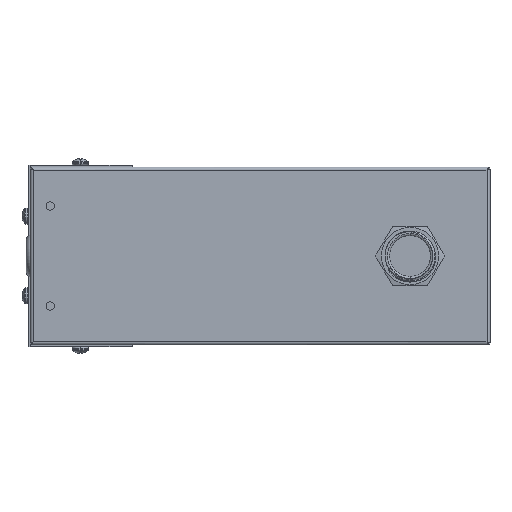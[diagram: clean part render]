
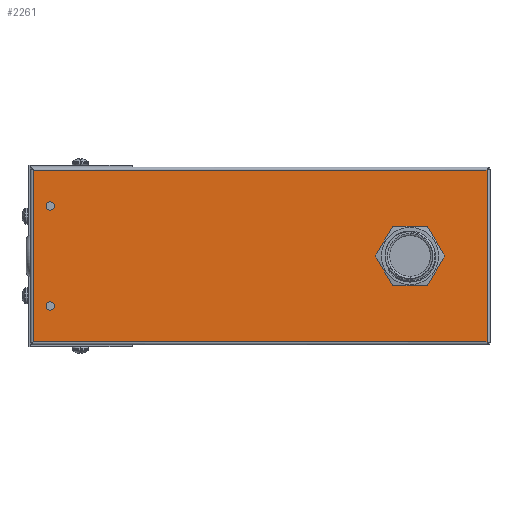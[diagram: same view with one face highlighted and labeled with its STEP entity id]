
A CAD part, front view. The second image highlights one B-rep face of the part: STEP entity #2261.
In plain terms, the highlighted planar face has unit normal (0, -1, 0).
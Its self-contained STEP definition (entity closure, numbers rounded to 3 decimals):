
#59 = VERTEX_POINT ( 'NONE', #11690 ) ;
#202 = AXIS2_PLACEMENT_3D ( 'NONE', #4231, #21331, #14415 ) ;
#692 = CARTESIAN_POINT ( 'NONE',  ( -105., 0., -25. ) ) ;
#952 = EDGE_CURVE ( 'NONE', #20238, #3351, #17544, .T. ) ;
#1028 = EDGE_CURVE ( 'NONE', #59, #2046, #18987, .T. ) ;
#1300 = CIRCLE ( 'NONE', #14881, 12.5 ) ;
#1353 = CARTESIAN_POINT ( 'NONE',  ( 75., 0., 12.5 ) ) ;
#1588 = DIRECTION ( 'NONE',  ( 0., 0., 1. ) ) ;
#1712 = ORIENTED_EDGE ( 'NONE', *, *, #13516, .F. ) ;
#2046 = VERTEX_POINT ( 'NONE', #17890 ) ;
#2261 = ADVANCED_FACE ( 'NONE', ( #8741, #19215, #4025, #19542 ), #19328, .T. ) ;
#2617 = VERTEX_POINT ( 'NONE', #19635 ) ;
#2837 = ORIENTED_EDGE ( 'NONE', *, *, #1028, .F. ) ;
#3006 = DIRECTION ( 'NONE',  ( 0., -1., 0. ) ) ;
#3219 = DIRECTION ( 'NONE',  ( 0., 0., -1. ) ) ;
#3351 = VERTEX_POINT ( 'NONE', #10532 ) ;
#3676 = EDGE_CURVE ( 'NONE', #15711, #10108, #7816, .T. ) ;
#4025 = FACE_BOUND ( 'NONE', #10393, .T. ) ;
#4231 = CARTESIAN_POINT ( 'NONE',  ( -105., 0., -25. ) ) ;
#4496 = DIRECTION ( 'NONE',  ( 0., -1., 0. ) ) ;
#4679 = EDGE_CURVE ( 'NONE', #2617, #18288, #5141, .T. ) ;
#4966 = EDGE_CURVE ( 'NONE', #8759, #10108, #13089, .T. ) ;
#5021 = CARTESIAN_POINT ( 'NONE',  ( 115., 0., 43. ) ) ;
#5141 = CIRCLE ( 'NONE', #17711, 2.1 ) ;
#5456 = EDGE_LOOP ( 'NONE', ( #2837, #1712 ) ) ;
#6240 = DIRECTION ( 'NONE',  ( -1., 0., 0. ) ) ;
#6585 = CARTESIAN_POINT ( 'NONE',  ( 75., 0., 0. ) ) ;
#7307 = ORIENTED_EDGE ( 'NONE', *, *, #8668, .F. ) ;
#7533 = DIRECTION ( 'NONE',  ( 0., 0., -1. ) ) ;
#7816 = LINE ( 'NONE', #19868, #12135 ) ;
#8203 = AXIS2_PLACEMENT_3D ( 'NONE', #20216, #11844, #11634 ) ;
#8476 = VECTOR ( 'NONE', #13186, 1000. ) ;
#8603 = CARTESIAN_POINT ( 'NONE',  ( 75., 0., 0. ) ) ;
#8668 = EDGE_CURVE ( 'NONE', #3351, #20238, #1300, .T. ) ;
#8741 = FACE_BOUND ( 'NONE', #5456, .T. ) ;
#8759 = VERTEX_POINT ( 'NONE', #10628 ) ;
#9083 = CARTESIAN_POINT ( 'NONE',  ( 115., 0., 44.5 ) ) ;
#9191 = CIRCLE ( 'NONE', #202, 2.1 ) ;
#9198 = DIRECTION ( 'NONE',  ( 0., -1., 0. ) ) ;
#9241 = CARTESIAN_POINT ( 'NONE',  ( 113.5, 0., 43. ) ) ;
#10108 = VERTEX_POINT ( 'NONE', #20373 ) ;
#10347 = ORIENTED_EDGE ( 'NONE', *, *, #952, .F. ) ;
#10393 = EDGE_LOOP ( 'NONE', ( #7307, #10347 ) ) ;
#10532 = CARTESIAN_POINT ( 'NONE',  ( 75., 0., -12.5 ) ) ;
#10534 = DIRECTION ( 'NONE',  ( 0., 0., -1. ) ) ;
#10628 = CARTESIAN_POINT ( 'NONE',  ( -113.5, 0., 43. ) ) ;
#11634 = DIRECTION ( 'NONE',  ( 0., 0., -1. ) ) ;
#11642 = DIRECTION ( 'NONE',  ( 0., 0., -1. ) ) ;
#11690 = CARTESIAN_POINT ( 'NONE',  ( -105., 0., 22.9 ) ) ;
#11844 = DIRECTION ( 'NONE',  ( 0., -1., 0. ) ) ;
#12135 = VECTOR ( 'NONE', #6240, 1000. ) ;
#12214 = DIRECTION ( 'NONE',  ( 0., 0., -1. ) ) ;
#12648 = EDGE_CURVE ( 'NONE', #18288, #2617, #9191, .T. ) ;
#13089 = LINE ( 'NONE', #20008, #15878 ) ;
#13099 = AXIS2_PLACEMENT_3D ( 'NONE', #20820, #13896, #12214 ) ;
#13186 = DIRECTION ( 'NONE',  ( -1., 0., 0. ) ) ;
#13516 = EDGE_CURVE ( 'NONE', #2046, #59, #19265, .T. ) ;
#13723 = EDGE_CURVE ( 'NONE', #16386, #8759, #22228, .T. ) ;
#13896 = DIRECTION ( 'NONE',  ( 0., -1., 0. ) ) ;
#14124 = VECTOR ( 'NONE', #1588, 1000. ) ;
#14262 = ORIENTED_EDGE ( 'NONE', *, *, #4679, .F. ) ;
#14385 = CARTESIAN_POINT ( 'NONE',  ( -105., 0., -27.1 ) ) ;
#14415 = DIRECTION ( 'NONE',  ( 0., 0., -1. ) ) ;
#14881 = AXIS2_PLACEMENT_3D ( 'NONE', #8603, #20324, #15555 ) ;
#15336 = CARTESIAN_POINT ( 'NONE',  ( 113.5, 0., -43. ) ) ;
#15555 = DIRECTION ( 'NONE',  ( 0., 0., -1. ) ) ;
#15711 = VERTEX_POINT ( 'NONE', #15336 ) ;
#15878 = VECTOR ( 'NONE', #11642, 1000. ) ;
#16386 = VERTEX_POINT ( 'NONE', #9241 ) ;
#16616 = ORIENTED_EDGE ( 'NONE', *, *, #3676, .F. ) ;
#16812 = EDGE_LOOP ( 'NONE', ( #17648, #19429, #16616, #18994 ) ) ;
#17544 = CIRCLE ( 'NONE', #18624, 12.5 ) ;
#17648 = ORIENTED_EDGE ( 'NONE', *, *, #13723, .T. ) ;
#17711 = AXIS2_PLACEMENT_3D ( 'NONE', #692, #4496, #7533 ) ;
#17890 = CARTESIAN_POINT ( 'NONE',  ( -105., 0., 27.1 ) ) ;
#18288 = VERTEX_POINT ( 'NONE', #14385 ) ;
#18578 = CARTESIAN_POINT ( 'NONE',  ( 113.5, 0., -43. ) ) ;
#18624 = AXIS2_PLACEMENT_3D ( 'NONE', #6585, #3006, #3219 ) ;
#18987 = CIRCLE ( 'NONE', #8203, 2.1 ) ;
#18994 = ORIENTED_EDGE ( 'NONE', *, *, #19853, .T. ) ;
#19215 = FACE_BOUND ( 'NONE', #20374, .T. ) ;
#19265 = CIRCLE ( 'NONE', #13099, 2.1 ) ;
#19328 = PLANE ( 'NONE',  #19365 ) ;
#19365 = AXIS2_PLACEMENT_3D ( 'NONE', #9083, #9198, #10534 ) ;
#19429 = ORIENTED_EDGE ( 'NONE', *, *, #4966, .T. ) ;
#19482 = ORIENTED_EDGE ( 'NONE', *, *, #12648, .F. ) ;
#19542 = FACE_OUTER_BOUND ( 'NONE', #16812, .T. ) ;
#19635 = CARTESIAN_POINT ( 'NONE',  ( -105., 0., -22.9 ) ) ;
#19853 = EDGE_CURVE ( 'NONE', #15711, #16386, #20719, .T. ) ;
#19868 = CARTESIAN_POINT ( 'NONE',  ( 115., 0., -43. ) ) ;
#20008 = CARTESIAN_POINT ( 'NONE',  ( -113.5, 0., 43. ) ) ;
#20216 = CARTESIAN_POINT ( 'NONE',  ( -105., 0., 25. ) ) ;
#20238 = VERTEX_POINT ( 'NONE', #1353 ) ;
#20324 = DIRECTION ( 'NONE',  ( 0., -1., 0. ) ) ;
#20373 = CARTESIAN_POINT ( 'NONE',  ( -113.5, 0., -43. ) ) ;
#20374 = EDGE_LOOP ( 'NONE', ( #19482, #14262 ) ) ;
#20719 = LINE ( 'NONE', #18578, #14124 ) ;
#20820 = CARTESIAN_POINT ( 'NONE',  ( -105., 0., 25. ) ) ;
#21331 = DIRECTION ( 'NONE',  ( 0., -1., 0. ) ) ;
#22228 = LINE ( 'NONE', #5021, #8476 ) ;
